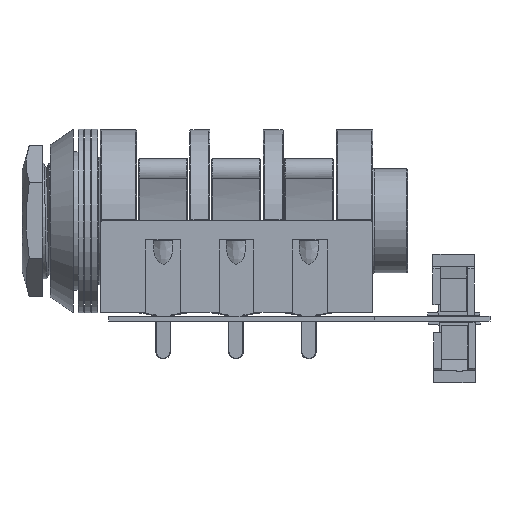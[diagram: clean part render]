
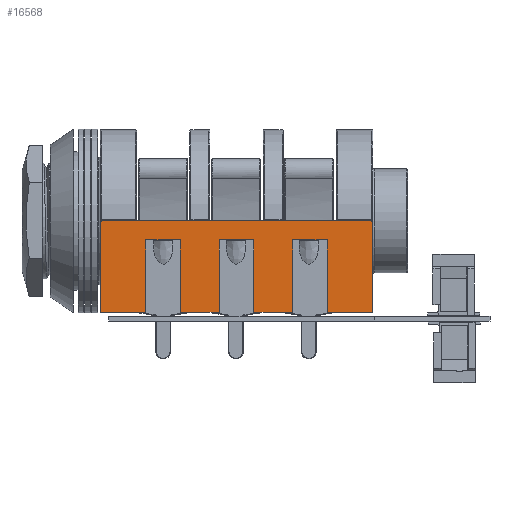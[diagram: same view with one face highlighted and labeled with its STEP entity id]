
A CAD part, front view. The second image highlights one B-rep face of the part: STEP entity #16568.
In plain terms, the highlighted face is planar.
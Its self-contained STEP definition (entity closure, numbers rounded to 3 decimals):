
#13181 = VERTEX_POINT('',#13182);
#13182 = CARTESIAN_POINT('',(11.8,-0.1,9.1));
#13188 = EDGE_CURVE('',#13189,#13181,#13191,.T.);
#13189 = VERTEX_POINT('',#13190);
#13190 = CARTESIAN_POINT('',(11.8,-7.9,9.1));
#13191 = LINE('',#13192,#13193);
#13192 = CARTESIAN_POINT('',(11.8,-7.9,9.1));
#13193 = VECTOR('',#13194,1.);
#13194 = DIRECTION('',(0.,1.,0.));
#13381 = EDGE_CURVE('',#13382,#13189,#13384,.T.);
#13382 = VERTEX_POINT('',#13383);
#13383 = CARTESIAN_POINT('',(7.85,-7.9,9.1));
#13384 = LINE('',#13385,#13386);
#13385 = CARTESIAN_POINT('',(7.85,-7.9,9.1));
#13386 = VECTOR('',#13387,1.);
#13387 = DIRECTION('',(1.,0.,0.));
#13438 = VERTEX_POINT('',#13439);
#13439 = CARTESIAN_POINT('',(4.85,-7.9,9.1));
#13445 = EDGE_CURVE('',#13446,#13438,#13448,.T.);
#13446 = VERTEX_POINT('',#13447);
#13447 = CARTESIAN_POINT('',(1.5,-7.9,9.1));
#13448 = LINE('',#13449,#13450);
#13449 = CARTESIAN_POINT('',(1.5,-7.9,9.1));
#13450 = VECTOR('',#13451,1.);
#13451 = DIRECTION('',(1.,0.,0.));
#13502 = VERTEX_POINT('',#13503);
#13503 = CARTESIAN_POINT('',(-1.5,-7.9,9.1));
#13509 = EDGE_CURVE('',#13510,#13502,#13512,.T.);
#13510 = VERTEX_POINT('',#13511);
#13511 = CARTESIAN_POINT('',(-4.85,-7.9,9.1));
#13512 = LINE('',#13513,#13514);
#13513 = CARTESIAN_POINT('',(-4.85,-7.9,9.1));
#13514 = VECTOR('',#13515,1.);
#13515 = DIRECTION('',(1.,0.,0.));
#13566 = VERTEX_POINT('',#13567);
#13567 = CARTESIAN_POINT('',(-7.85,-7.9,9.1));
#13573 = EDGE_CURVE('',#13574,#13566,#13576,.T.);
#13574 = VERTEX_POINT('',#13575);
#13575 = CARTESIAN_POINT('',(-11.8,-7.9,9.1));
#13576 = LINE('',#13577,#13578);
#13577 = CARTESIAN_POINT('',(-11.8,-7.9,9.1));
#13578 = VECTOR('',#13579,1.);
#13579 = DIRECTION('',(1.,0.,0.));
#13621 = EDGE_CURVE('',#13622,#13574,#13624,.T.);
#13622 = VERTEX_POINT('',#13623);
#13623 = CARTESIAN_POINT('',(-11.8,-0.1,9.1));
#13624 = LINE('',#13625,#13626);
#13625 = CARTESIAN_POINT('',(-11.8,-0.1,9.1));
#13626 = VECTOR('',#13627,1.);
#13627 = DIRECTION('',(0.,-1.,0.));
#16181 = EDGE_CURVE('',#16182,#16184,#16186,.T.);
#16182 = VERTEX_POINT('',#16183);
#16183 = CARTESIAN_POINT('',(-11.7,0.,9.1));
#16184 = VERTEX_POINT('',#16185);
#16185 = CARTESIAN_POINT('',(11.7,0.,9.1));
#16186 = LINE('',#16187,#16188);
#16187 = CARTESIAN_POINT('',(-11.7,0.,9.1));
#16188 = VECTOR('',#16189,1.);
#16189 = DIRECTION('',(1.,0.,0.));
#16568 = ADVANCED_FACE('',(#16569),#16658,.T.);
#16569 = FACE_BOUND('',#16570,.T.);
#16570 = EDGE_LOOP('',(#16571,#16572,#16579,#16580,#16587,#16588,#16589,
    #16597,#16605,#16611,#16612,#16620,#16628,#16634,#16635,#16643,
    #16651,#16657));
#16571 = ORIENTED_EDGE('',*,*,#13188,.T.);
#16572 = ORIENTED_EDGE('',*,*,#16573,.F.);
#16573 = EDGE_CURVE('',#16184,#13181,#16574,.T.);
#16574 = CIRCLE('',#16575,0.1);
#16575 = AXIS2_PLACEMENT_3D('',#16576,#16577,#16578);
#16576 = CARTESIAN_POINT('',(11.7,-0.1,9.1));
#16577 = DIRECTION('',(0.,0.,-1.));
#16578 = DIRECTION('',(0.,1.,0.));
#16579 = ORIENTED_EDGE('',*,*,#16181,.F.);
#16580 = ORIENTED_EDGE('',*,*,#16581,.F.);
#16581 = EDGE_CURVE('',#13622,#16182,#16582,.T.);
#16582 = CIRCLE('',#16583,0.1);
#16583 = AXIS2_PLACEMENT_3D('',#16584,#16585,#16586);
#16584 = CARTESIAN_POINT('',(-11.7,-0.1,9.1));
#16585 = DIRECTION('',(0.,0.,-1.));
#16586 = DIRECTION('',(-1.,0.,0.));
#16587 = ORIENTED_EDGE('',*,*,#13621,.T.);
#16588 = ORIENTED_EDGE('',*,*,#13573,.T.);
#16589 = ORIENTED_EDGE('',*,*,#16590,.F.);
#16590 = EDGE_CURVE('',#16591,#13566,#16593,.T.);
#16591 = VERTEX_POINT('',#16592);
#16592 = CARTESIAN_POINT('',(-7.85,-1.642,9.1));
#16593 = LINE('',#16594,#16595);
#16594 = CARTESIAN_POINT('',(-7.85,-1.642,9.1));
#16595 = VECTOR('',#16596,1.);
#16596 = DIRECTION('',(0.,-1.,0.));
#16597 = ORIENTED_EDGE('',*,*,#16598,.F.);
#16598 = EDGE_CURVE('',#16599,#16591,#16601,.T.);
#16599 = VERTEX_POINT('',#16600);
#16600 = CARTESIAN_POINT('',(-4.85,-1.642,9.1));
#16601 = LINE('',#16602,#16603);
#16602 = CARTESIAN_POINT('',(-4.85,-1.642,9.1));
#16603 = VECTOR('',#16604,1.);
#16604 = DIRECTION('',(-1.,0.,0.));
#16605 = ORIENTED_EDGE('',*,*,#16606,.F.);
#16606 = EDGE_CURVE('',#13510,#16599,#16607,.T.);
#16607 = LINE('',#16608,#16609);
#16608 = CARTESIAN_POINT('',(-4.85,-7.9,9.1));
#16609 = VECTOR('',#16610,1.);
#16610 = DIRECTION('',(0.,1.,0.));
#16611 = ORIENTED_EDGE('',*,*,#13509,.T.);
#16612 = ORIENTED_EDGE('',*,*,#16613,.F.);
#16613 = EDGE_CURVE('',#16614,#13502,#16616,.T.);
#16614 = VERTEX_POINT('',#16615);
#16615 = CARTESIAN_POINT('',(-1.5,-1.642,9.1));
#16616 = LINE('',#16617,#16618);
#16617 = CARTESIAN_POINT('',(-1.5,-1.642,9.1));
#16618 = VECTOR('',#16619,1.);
#16619 = DIRECTION('',(0.,-1.,0.));
#16620 = ORIENTED_EDGE('',*,*,#16621,.F.);
#16621 = EDGE_CURVE('',#16622,#16614,#16624,.T.);
#16622 = VERTEX_POINT('',#16623);
#16623 = CARTESIAN_POINT('',(1.5,-1.642,9.1));
#16624 = LINE('',#16625,#16626);
#16625 = CARTESIAN_POINT('',(1.5,-1.642,9.1));
#16626 = VECTOR('',#16627,1.);
#16627 = DIRECTION('',(-1.,0.,0.));
#16628 = ORIENTED_EDGE('',*,*,#16629,.F.);
#16629 = EDGE_CURVE('',#13446,#16622,#16630,.T.);
#16630 = LINE('',#16631,#16632);
#16631 = CARTESIAN_POINT('',(1.5,-7.9,9.1));
#16632 = VECTOR('',#16633,1.);
#16633 = DIRECTION('',(0.,1.,0.));
#16634 = ORIENTED_EDGE('',*,*,#13445,.T.);
#16635 = ORIENTED_EDGE('',*,*,#16636,.F.);
#16636 = EDGE_CURVE('',#16637,#13438,#16639,.T.);
#16637 = VERTEX_POINT('',#16638);
#16638 = CARTESIAN_POINT('',(4.85,-1.642,9.1));
#16639 = LINE('',#16640,#16641);
#16640 = CARTESIAN_POINT('',(4.85,-1.642,9.1));
#16641 = VECTOR('',#16642,1.);
#16642 = DIRECTION('',(0.,-1.,0.));
#16643 = ORIENTED_EDGE('',*,*,#16644,.F.);
#16644 = EDGE_CURVE('',#16645,#16637,#16647,.T.);
#16645 = VERTEX_POINT('',#16646);
#16646 = CARTESIAN_POINT('',(7.85,-1.642,9.1));
#16647 = LINE('',#16648,#16649);
#16648 = CARTESIAN_POINT('',(7.85,-1.642,9.1));
#16649 = VECTOR('',#16650,1.);
#16650 = DIRECTION('',(-1.,0.,0.));
#16651 = ORIENTED_EDGE('',*,*,#16652,.F.);
#16652 = EDGE_CURVE('',#13382,#16645,#16653,.T.);
#16653 = LINE('',#16654,#16655);
#16654 = CARTESIAN_POINT('',(7.85,-7.9,9.1));
#16655 = VECTOR('',#16656,1.);
#16656 = DIRECTION('',(0.,1.,0.));
#16657 = ORIENTED_EDGE('',*,*,#13381,.T.);
#16658 = PLANE('',#16659);
#16659 = AXIS2_PLACEMENT_3D('',#16660,#16661,#16662);
#16660 = CARTESIAN_POINT('',(-11.8,-7.9,9.1));
#16661 = DIRECTION('',(0.,0.,1.));
#16662 = DIRECTION('',(1.,0.,0.));
